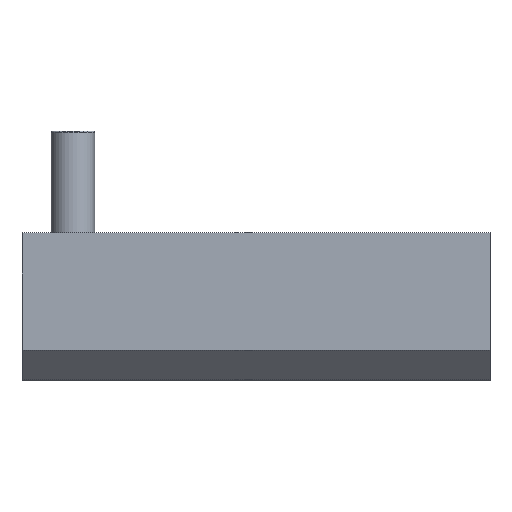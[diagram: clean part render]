
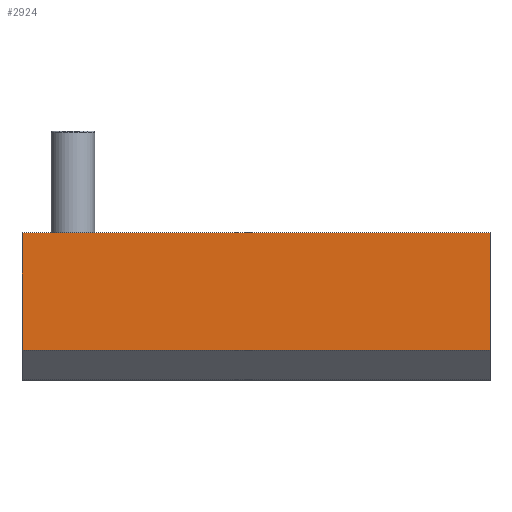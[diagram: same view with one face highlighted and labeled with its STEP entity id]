
A CAD part, front view. The second image highlights one B-rep face of the part: STEP entity #2924.
In plain terms, the highlighted planar face has unit normal (0, -1, 0).
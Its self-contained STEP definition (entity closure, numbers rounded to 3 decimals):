
#17 = DIRECTION ( 'NONE',  ( 0., 0., -1. ) ) ;
#45 = VERTEX_POINT ( 'NONE', #2698 ) ;
#272 = ORIENTED_EDGE ( 'NONE', *, *, #906, .F. ) ;
#401 = DIRECTION ( 'NONE',  ( -1., 0., 0. ) ) ;
#446 = CARTESIAN_POINT ( 'NONE',  ( 16.1, -9.4, -4.9 ) ) ;
#512 = VECTOR ( 'NONE', #2062, 1000. ) ;
#534 = VERTEX_POINT ( 'NONE', #446 ) ;
#642 = CARTESIAN_POINT ( 'NONE',  ( -16.1, -9.4, -3.2 ) ) ;
#662 = LINE ( 'NONE', #1376, #1380 ) ;
#718 = AXIS2_PLACEMENT_3D ( 'NONE', #2986, #785, #1756 ) ;
#785 = DIRECTION ( 'NONE',  ( 0., 1., 0. ) ) ;
#791 = VERTEX_POINT ( 'NONE', #2599 ) ;
#844 = LINE ( 'NONE', #642, #2766 ) ;
#856 = CARTESIAN_POINT ( 'NONE',  ( 16.1, -9.4, 3.2 ) ) ;
#906 = EDGE_CURVE ( 'NONE', #534, #2205, #662, .T. ) ;
#1376 = CARTESIAN_POINT ( 'NONE',  ( 20.863, -9.4, -4.9 ) ) ;
#1380 = VECTOR ( 'NONE', #401, 1000. ) ;
#1457 = EDGE_CURVE ( 'NONE', #791, #45, #1609, .T. ) ;
#1609 = LINE ( 'NONE', #856, #512 ) ;
#1745 = LINE ( 'NONE', #1984, #2967 ) ;
#1756 = DIRECTION ( 'NONE',  ( 0., 0., 1. ) ) ;
#1984 = CARTESIAN_POINT ( 'NONE',  ( 16.1, -9.4, -3.2 ) ) ;
#2002 = PLANE ( 'NONE',  #718 ) ;
#2062 = DIRECTION ( 'NONE',  ( -1., 0., 0. ) ) ;
#2189 = CARTESIAN_POINT ( 'NONE',  ( -16.1, -9.4, -4.9 ) ) ;
#2205 = VERTEX_POINT ( 'NONE', #2189 ) ;
#2306 = DIRECTION ( 'NONE',  ( 0., 0., -1. ) ) ;
#2377 = ORIENTED_EDGE ( 'NONE', *, *, #2855, .F. ) ;
#2526 = ORIENTED_EDGE ( 'NONE', *, *, #3092, .T. ) ;
#2599 = CARTESIAN_POINT ( 'NONE',  ( 16.1, -9.4, 3.2 ) ) ;
#2698 = CARTESIAN_POINT ( 'NONE',  ( -16.1, -9.4, 3.2 ) ) ;
#2731 = FACE_OUTER_BOUND ( 'NONE', #3142, .T. ) ;
#2766 = VECTOR ( 'NONE', #2306, 1000. ) ;
#2840 = ORIENTED_EDGE ( 'NONE', *, *, #1457, .T. ) ;
#2855 = EDGE_CURVE ( 'NONE', #791, #534, #1745, .T. ) ;
#2924 = ADVANCED_FACE ( 'NONE', ( #2731 ), #2002, .F. ) ;
#2967 = VECTOR ( 'NONE', #17, 1000. ) ;
#2986 = CARTESIAN_POINT ( 'NONE',  ( 16.1, -9.4, -3.2 ) ) ;
#3092 = EDGE_CURVE ( 'NONE', #45, #2205, #844, .T. ) ;
#3142 = EDGE_LOOP ( 'NONE', ( #2526, #272, #2377, #2840 ) ) ;
